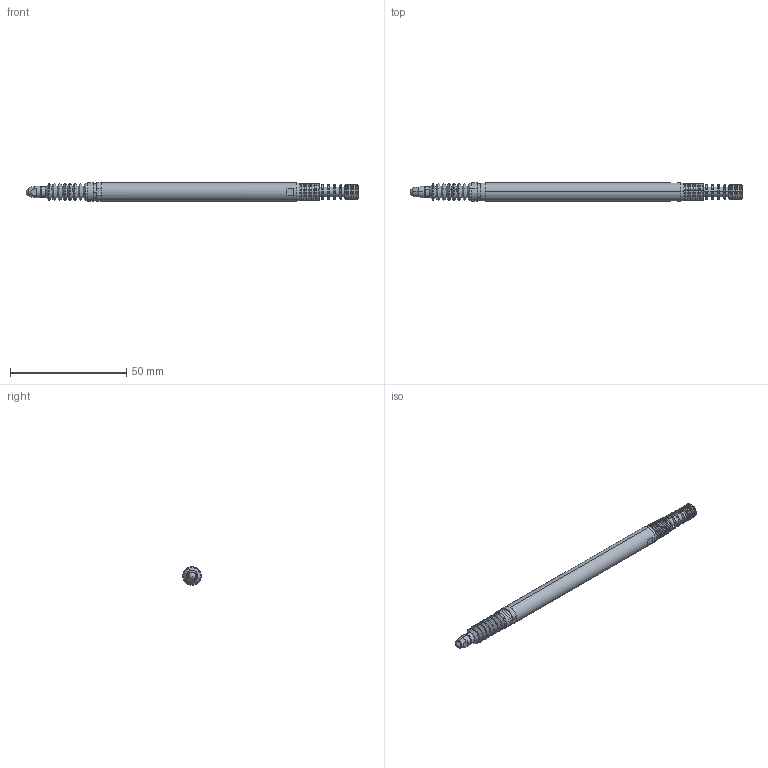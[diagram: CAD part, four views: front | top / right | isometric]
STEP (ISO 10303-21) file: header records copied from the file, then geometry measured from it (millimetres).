
FILE_DESCRIPTION (( 'STEP AP214' ), '1' );
FILE_NAME ('DP-10.STEP', '2025-11-07T05:23:28', ( 'User' ), ( 'user' ), 'SwSTEP 2.0', 'SolidWorks 2020', '' );
FILE_SCHEMA (( 'AUTOMOTIVE_DESIGN' ));
Length unit declared in the file: millimetre
Products named in the file (1): DP-10
Bounding box: 143.05 x 8 x 8 mm (x, y, z)
Surface area: 4564.8 mm2 (no closed solid volume)
Topology: 0 solids, 41 shells, 242 faces, 572 edges, 350 vertices
Faces by surface type: torus 142, cone 36, cylinder 32, plane 30, sphere 2
Entity records: 10137 total; most frequent: CARTESIAN_POINT 1669, DIRECTION 1442, ORIENTED_EDGE 1021, AXIS2_PLACEMENT_3D 659, EDGE_CURVE 567, CIRCLE 416, VERTEX_POINT 347, EDGE_LOOP 264
